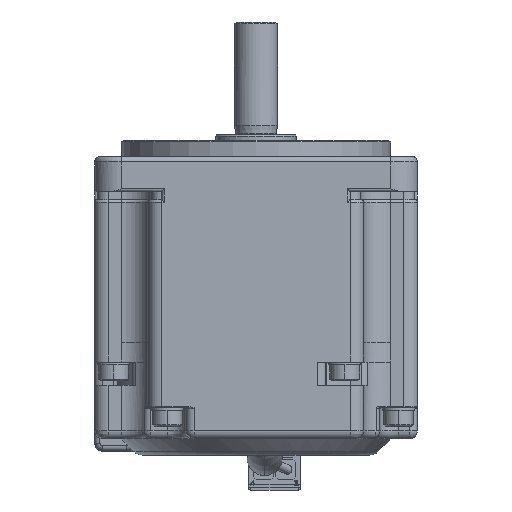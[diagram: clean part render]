
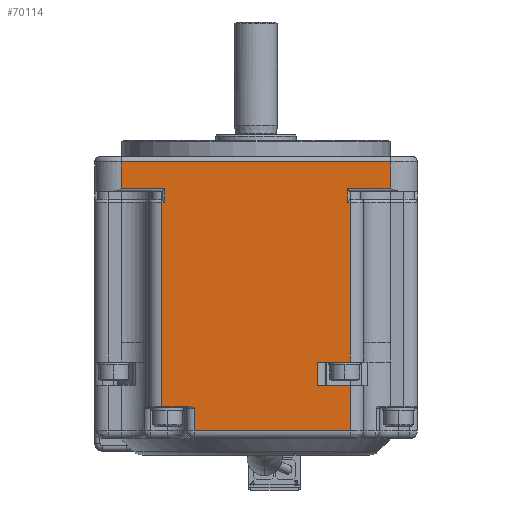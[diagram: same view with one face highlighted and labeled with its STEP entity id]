
A CAD part, front view. The second image highlights one B-rep face of the part: STEP entity #70114.
In plain terms, the highlighted planar face has unit normal (0, -1, 0).
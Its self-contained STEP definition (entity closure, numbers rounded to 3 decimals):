
#2453=CARTESIAN_POINT('',(-17.5,-30.,-69.15));
#2454=VERTEX_POINT('',#2453);
#2462=CARTESIAN_POINT('',(-17.5,-30.,-31.15));
#2463=VERTEX_POINT('',#2462);
#2464=CARTESIAN_POINT('',(-17.5,-30.,-69.15));
#2465=DIRECTION('',(0.,0.,1.));
#2466=VECTOR('',#2465,38.);
#2467=LINE('',#2464,#2466);
#2468=EDGE_CURVE('',#2454,#2463,#2467,.T.);
#2486=CARTESIAN_POINT('',(17.5,-30.,-60.85));
#2487=VERTEX_POINT('',#2486);
#2505=CARTESIAN_POINT('',(17.5,-30.,-31.15));
#2506=VERTEX_POINT('',#2505);
#2514=CARTESIAN_POINT('',(17.5,-30.,-31.15));
#2515=DIRECTION('',(0.,0.,-1.));
#2516=VECTOR('',#2515,29.7);
#2517=LINE('',#2514,#2516);
#2518=EDGE_CURVE('',#2506,#2487,#2517,.T.);
#4036=CARTESIAN_POINT('',(17.5,-30.,-73.65));
#4037=VERTEX_POINT('',#4036);
#4063=CARTESIAN_POINT('',(-11.5,-30.,-73.65));
#4064=VERTEX_POINT('',#4063);
#4065=CARTESIAN_POINT('',(17.5,-30.,-73.65));
#4066=DIRECTION('',(-1.,0.,0.));
#4067=VECTOR('',#4066,29.);
#4068=LINE('',#4065,#4067);
#4069=EDGE_CURVE('',#4037,#4064,#4068,.T.);
#5325=CARTESIAN_POINT('',(-12.597,-30.,-69.15));
#5326=VERTEX_POINT('',#5325);
#5334=CARTESIAN_POINT('',(-12.597,-30.,-69.15));
#5335=DIRECTION('',(-1.,0.,0.));
#5336=VECTOR('',#5335,4.903);
#5337=LINE('',#5334,#5336);
#5338=EDGE_CURVE('',#5326,#2454,#5337,.T.);
#5531=CARTESIAN_POINT('',(-11.5,-30.,-69.35));
#5532=VERTEX_POINT('',#5531);
#5540=CARTESIAN_POINT('',(-11.5,-30.,-69.35));
#5541=CARTESIAN_POINT('',(-11.542,-30.,-69.3));
#5542=CARTESIAN_POINT('',(-12.364,-30.,-69.15));
#5543=CARTESIAN_POINT('',(-12.597,-30.,-69.15));
#5544=B_SPLINE_CURVE_WITH_KNOTS('',3,(#5540,#5541,#5542,#5543),.UNSPECIFIED.,.F.,.U.,(4,4),(0.,1.),.UNSPECIFIED.);
#5545=EDGE_CURVE('',#5532,#5326,#5544,.T.);
#5579=CARTESIAN_POINT('',(-11.5,-30.,-73.65));
#5580=DIRECTION('',(0.,0.,1.));
#5581=VECTOR('',#5580,4.3);
#5582=LINE('',#5579,#5581);
#5583=EDGE_CURVE('',#4064,#5532,#5582,.T.);
#5595=CARTESIAN_POINT('',(17.5,-30.,-65.15));
#5596=VERTEX_POINT('',#5595);
#5604=CARTESIAN_POINT('',(17.5,-30.,-65.15));
#5605=DIRECTION('',(0.,0.,-1.));
#5606=VECTOR('',#5605,8.5);
#5607=LINE('',#5604,#5606);
#5608=EDGE_CURVE('',#5596,#4037,#5607,.T.);
#5670=CARTESIAN_POINT('',(11.5,-30.,-65.15));
#5671=VERTEX_POINT('',#5670);
#5679=CARTESIAN_POINT('',(11.5,-30.,-65.15));
#5680=DIRECTION('',(1.,0.,0.));
#5681=VECTOR('',#5680,6.);
#5682=LINE('',#5679,#5681);
#5683=EDGE_CURVE('',#5671,#5596,#5682,.T.);
#5717=CARTESIAN_POINT('',(11.5,-30.,-60.85));
#5718=VERTEX_POINT('',#5717);
#5726=CARTESIAN_POINT('',(11.5,-30.,-60.85));
#5727=DIRECTION('',(0.,0.,-1.));
#5728=VECTOR('',#5727,4.3);
#5729=LINE('',#5726,#5728);
#5730=EDGE_CURVE('',#5718,#5671,#5729,.T.);
#5743=CARTESIAN_POINT('',(17.5,-30.,-60.85));
#5744=DIRECTION('',(-1.,0.,0.));
#5745=VECTOR('',#5744,6.);
#5746=LINE('',#5743,#5745);
#5747=EDGE_CURVE('',#2487,#5718,#5746,.T.);
#68893=CARTESIAN_POINT('',(-17.,-30.,-28.65));
#68894=VERTEX_POINT('',#68893);
#68903=CARTESIAN_POINT('',(-25.,-30.,-28.65));
#68904=VERTEX_POINT('',#68903);
#68905=CARTESIAN_POINT('',(-17.,-30.,-28.65));
#68906=DIRECTION('',(-1.,0.,0.));
#68907=VECTOR('',#68906,8.);
#68908=LINE('',#68905,#68907);
#68909=EDGE_CURVE('',#68894,#68904,#68908,.T.);
#69066=CARTESIAN_POINT('',(17.,-30.,-28.65));
#69067=VERTEX_POINT('',#69066);
#69077=CARTESIAN_POINT('',(25.,-30.,-28.65));
#69078=VERTEX_POINT('',#69077);
#69088=CARTESIAN_POINT('',(25.,-30.,-28.65));
#69089=DIRECTION('',(-1.,0.,0.));
#69090=VECTOR('',#69089,8.);
#69091=LINE('',#69088,#69090);
#69092=EDGE_CURVE('',#69078,#69067,#69091,.T.);
#69158=CARTESIAN_POINT('',(17.,-30.,-31.15));
#69159=VERTEX_POINT('',#69158);
#69168=CARTESIAN_POINT('',(17.,-30.,-31.15));
#69169=DIRECTION('',(1.,0.,0.));
#69170=VECTOR('',#69169,0.5);
#69171=LINE('',#69168,#69170);
#69172=EDGE_CURVE('',#69159,#2506,#69171,.T.);
#69197=CARTESIAN_POINT('',(17.,-30.,-28.65));
#69198=DIRECTION('',(0.,0.,-1.));
#69199=VECTOR('',#69198,2.5);
#69200=LINE('',#69197,#69199);
#69201=EDGE_CURVE('',#69067,#69159,#69200,.T.);
#69211=CARTESIAN_POINT('',(-17.,-30.,-31.15));
#69212=VERTEX_POINT('',#69211);
#69213=CARTESIAN_POINT('',(-17.,-30.,-31.15));
#69214=DIRECTION('',(0.,0.,1.));
#69215=VECTOR('',#69214,2.5);
#69216=LINE('',#69213,#69215);
#69217=EDGE_CURVE('',#69212,#68894,#69216,.T.);
#69244=CARTESIAN_POINT('',(-17.5,-30.,-31.15));
#69245=DIRECTION('',(1.,0.,0.));
#69246=VECTOR('',#69245,0.5);
#69247=LINE('',#69244,#69246);
#69248=EDGE_CURVE('',#2463,#69212,#69247,.T.);
#70009=CARTESIAN_POINT('',(-25.,-30.,-23.65));
#70010=VERTEX_POINT('',#70009);
#70011=CARTESIAN_POINT('',(-25.,-30.,-28.65));
#70012=DIRECTION('',(0.,0.,1.));
#70013=VECTOR('',#70012,5.);
#70014=LINE('',#70011,#70013);
#70015=EDGE_CURVE('',#68904,#70010,#70014,.T.);
#70039=CARTESIAN_POINT('',(25.,-30.,-23.65));
#70040=VERTEX_POINT('',#70039);
#70048=CARTESIAN_POINT('',(25.,-30.,-23.65));
#70049=DIRECTION('',(0.,0.,-1.));
#70050=VECTOR('',#70049,5.);
#70051=LINE('',#70048,#70050);
#70052=EDGE_CURVE('',#70040,#69078,#70051,.T.);
#70083=CARTESIAN_POINT('',(0.,-30.,-48.65));
#70084=DIRECTION('',(0.,0.,1.));
#70085=DIRECTION('',(0.,-1.,0.));
#70086=AXIS2_PLACEMENT_3D('',#70083,#70085,#70084);
#70087=PLANE('',#70086);
#70088=ORIENTED_EDGE('',*,*,#69172,.F.);
#70089=ORIENTED_EDGE('',*,*,#69201,.F.);
#70090=ORIENTED_EDGE('',*,*,#69092,.F.);
#70091=ORIENTED_EDGE('',*,*,#70052,.F.);
#70092=CARTESIAN_POINT('',(25.,-30.,-23.65));
#70093=DIRECTION('',(-1.,0.,0.));
#70094=VECTOR('',#70093,50.);
#70095=LINE('',#70092,#70094);
#70096=EDGE_CURVE('',#70040,#70010,#70095,.T.);
#70097=ORIENTED_EDGE('',*,*,#70096,.T.);
#70098=ORIENTED_EDGE('',*,*,#70015,.F.);
#70099=ORIENTED_EDGE('',*,*,#68909,.F.);
#70100=ORIENTED_EDGE('',*,*,#69217,.F.);
#70101=ORIENTED_EDGE('',*,*,#69248,.F.);
#70102=ORIENTED_EDGE('',*,*,#2468,.F.);
#70103=ORIENTED_EDGE('',*,*,#5338,.F.);
#70104=ORIENTED_EDGE('',*,*,#5545,.F.);
#70105=ORIENTED_EDGE('',*,*,#5583,.F.);
#70106=ORIENTED_EDGE('',*,*,#4069,.F.);
#70107=ORIENTED_EDGE('',*,*,#5608,.F.);
#70108=ORIENTED_EDGE('',*,*,#5683,.F.);
#70109=ORIENTED_EDGE('',*,*,#5730,.F.);
#70110=ORIENTED_EDGE('',*,*,#5747,.F.);
#70111=ORIENTED_EDGE('',*,*,#2518,.F.);
#70112=EDGE_LOOP('',(#70088,#70089,#70090,#70091,#70097,#70098,#70099,#70100,#70101,#70102,#70103,#70104,#70105,#70106,#70107,#70108,#70109,#70110,#70111));
#70113=FACE_OUTER_BOUND('',#70112,.T.);
#70114=ADVANCED_FACE('',(#70113),#70087,.T.);
